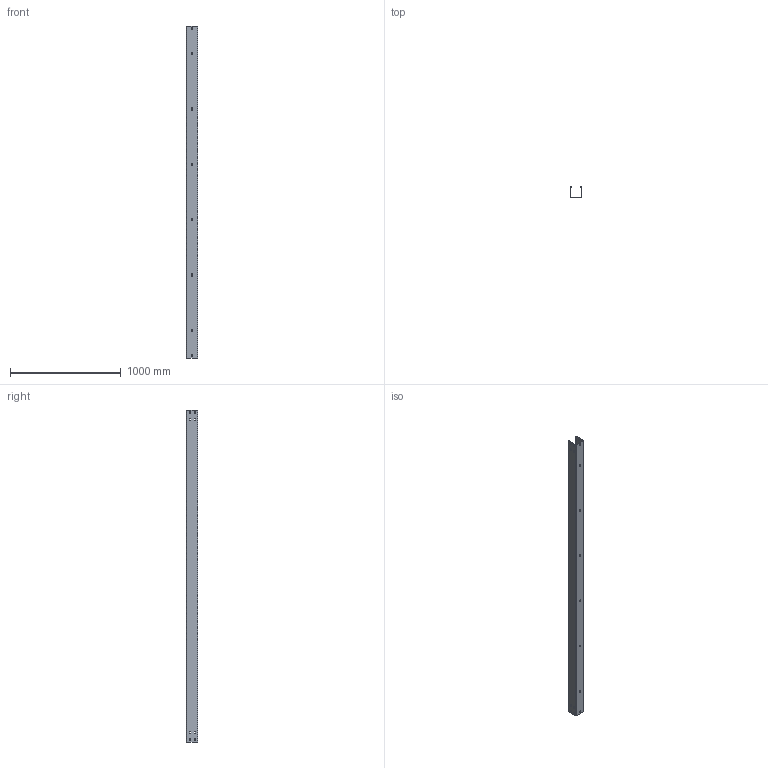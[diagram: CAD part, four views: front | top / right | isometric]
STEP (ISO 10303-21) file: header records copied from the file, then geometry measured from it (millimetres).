
FILE_DESCRIPTION((''),'2;1');
FILE_NAME('315410_PRT','2019-03-08T14:24:03',('tomasz.grudniewski'),(''),'CREO PARAMETRIC BY PTC INC, 2018500','CREO PARAMETRIC BY PTC INC, 2018500','');
FILE_SCHEMA(('CONFIG_CONTROL_DESIGN'));
Length unit declared in the file: millimetre
Products named in the file (1): 315410_PRT
Bounding box: 100 x 100 x 3000 mm (x, y, z)
Volume: 1905291.7 mm3; surface area: 1920980.3 mm2
Topology: 1 solids, 1 shells, 150 faces, 396 edges, 248 vertices
Faces by surface type: plane 90, cylinder 60
Entity records: 4730 total; most frequent: DIRECTION 816, CARTESIAN_POINT 794, ORIENTED_EDGE 792, EDGE_CURVE 396, VECTOR 276, LINE 276, AXIS2_PLACEMENT_3D 270, VERTEX_POINT 248
